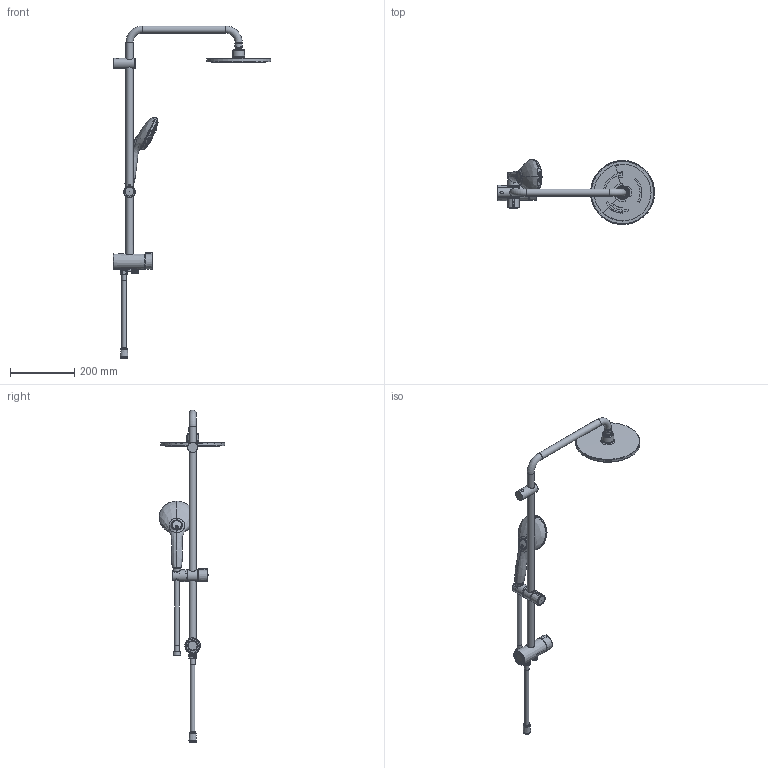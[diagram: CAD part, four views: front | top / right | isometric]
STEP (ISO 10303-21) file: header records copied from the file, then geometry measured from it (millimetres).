
FILE_DESCRIPTION(/* description */ ('Unknown'),/* implementation_level */ '2;1');
FILE_NAME(/* name */ '27389003',/* time_stamp */ '2023-04-21T06:15:27+02:00',/* author */ ('Unknown'),/* organization */ ('GROHE AG'),/* preprocessor_version */ 'ST-DEVELOPER v16.7',/* originating_system */ 'DEX',/* authorisation */ $);
FILE_SCHEMA (('AUTOMOTIVE_DESIGN {1 0 10303 214 3 1 1}'));
Products named in the file (8): 273890032; 27389003_0_0; 27389003_1; _0; 081107 GTM1000C Handles Update02_0; A4297454_BUMPER_NOZZLE_SOLID_0; A4298721_HOUSING_SURFACES_PS_SURFACE_V1_HIGHER_SOLID_211103_0; A4298722_SOFTTOOL DIAL_NEW_POSITION_RADIUS_0,7_0
Assembly tree (7 placements, depth 2):
  273890032
    27389003_0_0
    27389003_1
    _0
    081107 GTM1000C Handles Update02_0
    A4297454_BUMPER_NOZZLE_SOLID_0
    A4298721_HOUSING_SURFACES_PS_SURFACE_V1_HIGHER_SOLID_211103_0
    A4298722_SOFTTOOL DIAL_NEW_POSITION_RADIUS_0,7_0
Bounding box: 490.5 x 204.18 x 1034.36 mm (x, y, z)
Volume: 108083 mm3; surface area: 303334.8 mm2
Topology: 2 solids, 285 shells, 1203 faces, 4689 edges, 3622 vertices
Faces by surface type: bspline 330, torus 294, cone 287, plane 159, cylinder 129, sphere 4
Full cylindrical faces by diameter (mm): 2.8 x66, 3.7 x13, 4.1 x6, 14.262 x2, 15 x4, 18 x1, 19.9 x2, 20.96 x1, 22 x5, 22.6 x2, 23 x3, 31.3 x1, 33.4 x1, 36 x2, 100 x1, 100.004 x1, 195.8 x1
Entity records: 71193 total; most frequent: CARTESIAN_POINT 39573, ORIENTED_EDGE 5039, DIRECTION 4209, EDGE_CURVE 3739, VERTEX_POINT 3305, B_SPLINE_CURVE_WITH_KNOTS 2351, FACE_BOUND 2200, EDGE_LOOP 2199
